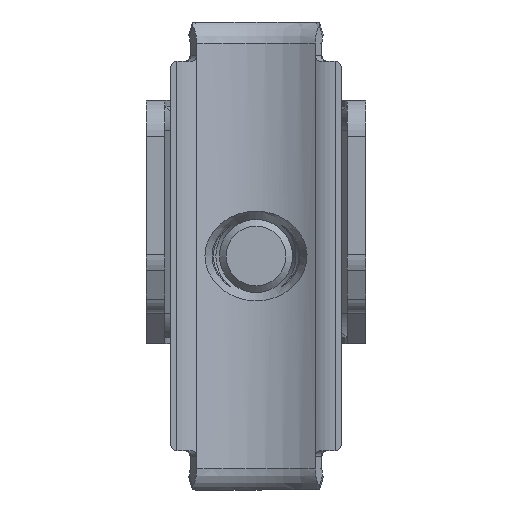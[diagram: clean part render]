
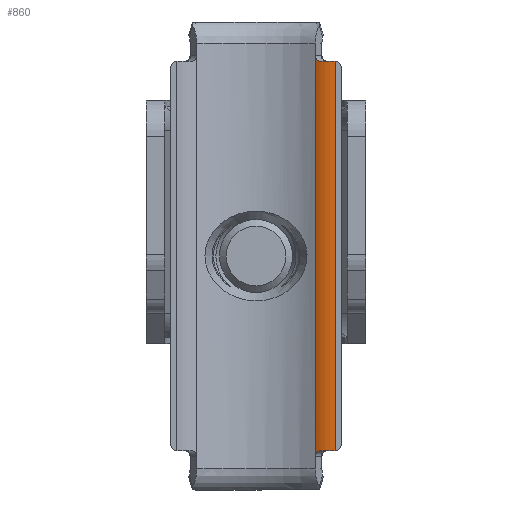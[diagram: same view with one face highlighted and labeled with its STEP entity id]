
A CAD part, front view. The second image highlights one B-rep face of the part: STEP entity #860.
In plain terms, the highlighted cylindrical face has radius 3 mm (diameter 6 mm), a partial arc.
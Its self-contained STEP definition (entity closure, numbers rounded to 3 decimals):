
#157 = EDGE_LOOP ( 'NONE', ( #4823, #4859, #4772, #4828, #4858, #4844 ) ) ;
#529 = CARTESIAN_POINT ( 'NONE',  ( 5.318, 2.67, 16. ) ) ;
#550 = CARTESIAN_POINT ( 'NONE',  ( 6.5, 2.913, -16. ) ) ;
#563 = CARTESIAN_POINT ( 'NONE',  ( 6.5, 2.913, 16. ) ) ;
#565 = CARTESIAN_POINT ( 'NONE',  ( 4.875, 2.435, -16.5 ) ) ;
#567 = CARTESIAN_POINT ( 'NONE',  ( 4.875, 2.435, 16.5 ) ) ;
#568 = CARTESIAN_POINT ( 'NONE',  ( 5.318, 2.67, -16. ) ) ;
#727 = AXIS2_PLACEMENT_3D ( 'NONE', #1294, #1295, #1296 ) ;
#749 = AXIS2_PLACEMENT_3D ( 'NONE', #3804, #3805, #3806 ) ;
#860 = ADVANCED_FACE ( 'NONE', ( #5074 ), #5083, .T. ) ;
#1283 = CARTESIAN_POINT ( 'NONE',  ( 6.5, 2.913, 17.5 ) ) ;
#1288 = DIRECTION ( 'NONE',  ( 0., 0., -1. ) ) ;
#1294 = CARTESIAN_POINT ( 'NONE',  ( 6.5, -0.087, 16. ) ) ;
#1295 = DIRECTION ( 'NONE',  ( 0., 0., 1. ) ) ;
#1296 = DIRECTION ( 'NONE',  ( 1., 0., 0. ) ) ;
#1792 = EDGE_CURVE ( 'NONE', #4833, #4811, #4809, .T. ) ;
#1794 = EDGE_CURVE ( 'NONE', #4833, #4753, #4814, .T. ) ;
#2729 = CIRCLE ( 'NONE', #749, 3. ) ;
#2827 = LINE ( 'NONE', #3811, #2828 ) ;
#2828 = VECTOR ( 'NONE', #3812, 1000. ) ;
#3273 = EDGE_CURVE ( 'NONE', #4811, #4834, #2729, .T. ) ;
#3274 = EDGE_CURVE ( 'NONE', #4834, #4830, #4245, .T. ) ;
#3275 = EDGE_CURVE ( 'NONE', #4832, #4830, #2827, .T. ) ;
#3276 = EDGE_CURVE ( 'NONE', #4832, #4753, #4243, .T. ) ;
#3801 = CARTESIAN_POINT ( 'NONE',  ( 4.875, 2.435, 16.368 ) ) ;
#3802 = CARTESIAN_POINT ( 'NONE',  ( 5.196, 2.618, -16. ) ) ;
#3803 = CARTESIAN_POINT ( 'NONE',  ( 5.081, 2.558, -16.053 ) ) ;
#3804 = CARTESIAN_POINT ( 'NONE',  ( 6.5, -0.087, -16. ) ) ;
#3805 = DIRECTION ( 'NONE',  ( 0., 0., 1. ) ) ;
#3806 = DIRECTION ( 'NONE',  ( 1., 0., 0. ) ) ;
#3807 = CARTESIAN_POINT ( 'NONE',  ( 5.318, 2.67, -16. ) ) ;
#3808 = CARTESIAN_POINT ( 'NONE',  ( 4.92, 2.465, -16.238 ) ) ;
#3809 = CARTESIAN_POINT ( 'NONE',  ( 4.875, 2.435, -16.368 ) ) ;
#3810 = CARTESIAN_POINT ( 'NONE',  ( 4.875, 2.435, -16.5 ) ) ;
#3811 = CARTESIAN_POINT ( 'NONE',  ( 4.875, 2.435, 17.5 ) ) ;
#3812 = DIRECTION ( 'NONE',  ( 0., 0., -1. ) ) ;
#3814 = CARTESIAN_POINT ( 'NONE',  ( 4.875, 2.435, 16.5 ) ) ;
#3815 = CARTESIAN_POINT ( 'NONE',  ( 4.92, 2.465, 16.238 ) ) ;
#3816 = CARTESIAN_POINT ( 'NONE',  ( 5.081, 2.558, 16.054 ) ) ;
#3817 = CARTESIAN_POINT ( 'NONE',  ( 5.196, 2.618, 16. ) ) ;
#3818 = CARTESIAN_POINT ( 'NONE',  ( 5.318, 2.67, 16. ) ) ;
#4243 = B_SPLINE_CURVE_WITH_KNOTS ( 'NONE', 3,
 ( #3814, #3801, #3815, #3816, #3817, #3818 ),
 .UNSPECIFIED., .F., .F.,
 ( 4, 2, 4 ),
 ( 0., 0., 0.001 ),
 .UNSPECIFIED. ) ;
#4245 = B_SPLINE_CURVE_WITH_KNOTS ( 'NONE', 3,
 ( #3807, #3802, #3803, #3808, #3809, #3810 ),
 .UNSPECIFIED., .F., .F.,
 ( 4, 2, 4 ),
 ( 0., 0., 0.001 ),
 .UNSPECIFIED. ) ;
#4753 = VERTEX_POINT ( 'NONE', #529 ) ;
#4772 = ORIENTED_EDGE ( 'NONE', *, *, #3273, .T. ) ;
#4808 = VECTOR ( 'NONE', #1288, 1000. ) ;
#4809 = LINE ( 'NONE', #1283, #4808 ) ;
#4811 = VERTEX_POINT ( 'NONE', #550 ) ;
#4814 = CIRCLE ( 'NONE', #727, 3. ) ;
#4823 = ORIENTED_EDGE ( 'NONE', *, *, #1794, .F. ) ;
#4828 = ORIENTED_EDGE ( 'NONE', *, *, #3274, .T. ) ;
#4830 = VERTEX_POINT ( 'NONE', #565 ) ;
#4832 = VERTEX_POINT ( 'NONE', #567 ) ;
#4833 = VERTEX_POINT ( 'NONE', #563 ) ;
#4834 = VERTEX_POINT ( 'NONE', #568 ) ;
#4844 = ORIENTED_EDGE ( 'NONE', *, *, #3276, .T. ) ;
#4858 = ORIENTED_EDGE ( 'NONE', *, *, #3275, .F. ) ;
#4859 = ORIENTED_EDGE ( 'NONE', *, *, #1792, .T. ) ;
#5074 = FACE_OUTER_BOUND ( 'NONE', #157, .T. ) ;
#5083 = CYLINDRICAL_SURFACE ( 'NONE', #5145, 3. ) ;
#5145 = AXIS2_PLACEMENT_3D ( 'NONE', #5562, #5561, #5557 ) ;
#5557 = DIRECTION ( 'NONE',  ( -1., 0., 0. ) ) ;
#5561 = DIRECTION ( 'NONE',  ( 0., 0., -1. ) ) ;
#5562 = CARTESIAN_POINT ( 'NONE',  ( 6.5, -0.087, 17.5 ) ) ;
